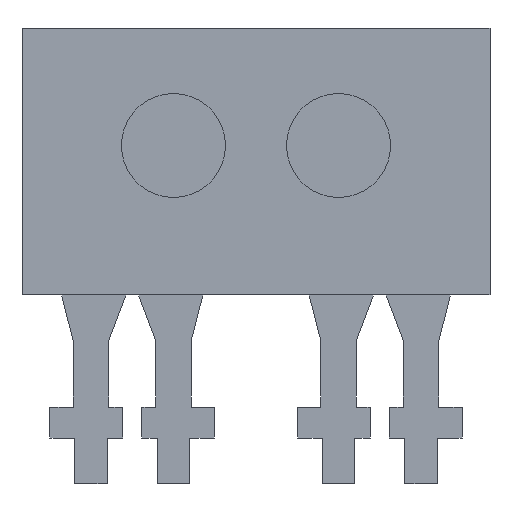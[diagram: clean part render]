
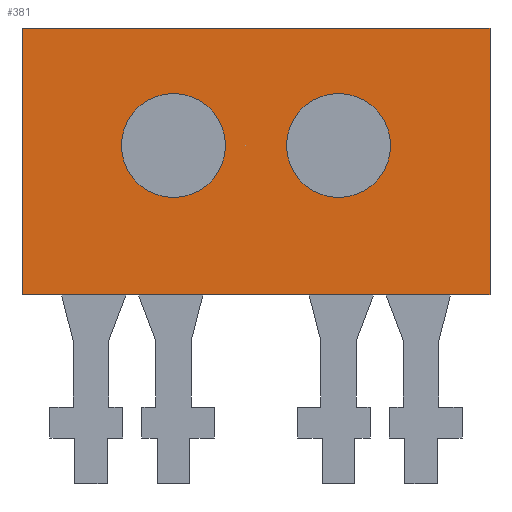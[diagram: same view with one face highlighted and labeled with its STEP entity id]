
A CAD part, front view. The second image highlights one B-rep face of the part: STEP entity #381.
In plain terms, the highlighted planar face has unit normal (0, -1, 0).
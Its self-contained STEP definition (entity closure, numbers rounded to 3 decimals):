
#74 = CIRCLE ( 'NONE', #76, 0.8 ) ;
#76 = AXIS2_PLACEMENT_3D ( 'NONE', #1311, #1306, #1299 ) ;
#117 = VECTOR ( 'NONE', #2371, 1000. ) ;
#119 = VECTOR ( 'NONE', #2275, 1000. ) ;
#182 = CIRCLE ( 'NONE', #190, 0.8 ) ;
#190 = AXIS2_PLACEMENT_3D ( 'NONE', #1533, #1532, #1531 ) ;
#204 = VECTOR ( 'NONE', #1459, 1000. ) ;
#205 = CIRCLE ( 'NONE', #207, 0.8 ) ;
#207 = AXIS2_PLACEMENT_3D ( 'NONE', #1469, #1468, #1467 ) ;
#228 = AXIS2_PLACEMENT_3D ( 'NONE', #1605, #1604, #1600 ) ;
#272 = VECTOR ( 'NONE', #1920, 1000. ) ;
#299 = CIRCLE ( 'NONE', #228, 0.8 ) ;
#381 = ADVANCED_FACE ( 'NONE', ( #664, #684, #661 ), #660, .F. ) ;
#436 = EDGE_CURVE ( 'NONE', #2741, #2745, #1818, .T. ) ;
#491 = EDGE_CURVE ( 'NONE', #2753, #2742, #182, .T. ) ;
#507 = EDGE_CURVE ( 'NONE', #2742, #2753, #205, .T. ) ;
#510 = EDGE_CURVE ( 'NONE', #2722, #2745, #1470, .T. ) ;
#530 = EDGE_CURVE ( 'NONE', #2737, #2732, #299, .T. ) ;
#543 = EDGE_CURVE ( 'NONE', #2732, #2737, #74, .T. ) ;
#585 = EDGE_CURVE ( 'NONE', #2726, #2741, #1289, .T. ) ;
#587 = EDGE_CURVE ( 'NONE', #2726, #2722, #2318, .T. ) ;
#647 = DIRECTION ( 'NONE',  ( -1., 0., 0. ) ) ;
#648 = DIRECTION ( 'NONE',  ( 0., 1., 0. ) ) ;
#649 = CARTESIAN_POINT ( 'NONE',  ( 3.6, -1.45, 4.1 ) ) ;
#660 = PLANE ( 'NONE',  #2132 ) ;
#661 = FACE_BOUND ( 'NONE', #2642, .T. ) ;
#664 = FACE_BOUND ( 'NONE', #2634, .T. ) ;
#684 = FACE_OUTER_BOUND ( 'NONE', #2632, .T. ) ;
#1289 = LINE ( 'NONE', #2388, #117 ) ;
#1299 = DIRECTION ( 'NONE',  ( -1., 0., 0. ) ) ;
#1306 = DIRECTION ( 'NONE',  ( 0., 1., 0. ) ) ;
#1311 = CARTESIAN_POINT ( 'NONE',  ( 1.27, -1.45, 2.3 ) ) ;
#1459 = DIRECTION ( 'NONE',  ( 0., 0., -1. ) ) ;
#1461 = CARTESIAN_POINT ( 'NONE',  ( 3.6, -1.45, 4.1 ) ) ;
#1467 = DIRECTION ( 'NONE',  ( -1., 0., 0. ) ) ;
#1468 = DIRECTION ( 'NONE',  ( 0., 1., 0. ) ) ;
#1469 = CARTESIAN_POINT ( 'NONE',  ( -1.27, -1.45, 2.3 ) ) ;
#1470 = LINE ( 'NONE', #1461, #204 ) ;
#1531 = DIRECTION ( 'NONE',  ( -1., 0., 0. ) ) ;
#1532 = DIRECTION ( 'NONE',  ( 0., 1., 0. ) ) ;
#1533 = CARTESIAN_POINT ( 'NONE',  ( -1.27, -1.45, 2.3 ) ) ;
#1600 = DIRECTION ( 'NONE',  ( -1., 0., 0. ) ) ;
#1604 = DIRECTION ( 'NONE',  ( 0., 1., 0. ) ) ;
#1605 = CARTESIAN_POINT ( 'NONE',  ( 1.27, -1.45, 2.3 ) ) ;
#1818 = LINE ( 'NONE', #1922, #272 ) ;
#1920 = DIRECTION ( 'NONE',  ( 1., 0., 0. ) ) ;
#1922 = CARTESIAN_POINT ( 'NONE',  ( 3.6, -1.45, 0. ) ) ;
#2132 = AXIS2_PLACEMENT_3D ( 'NONE', #649, #648, #647 ) ;
#2275 = DIRECTION ( 'NONE',  ( 1., 0., 0. ) ) ;
#2280 = CARTESIAN_POINT ( 'NONE',  ( 3.6, -1.45, 4.1 ) ) ;
#2318 = LINE ( 'NONE', #2280, #119 ) ;
#2326 = CARTESIAN_POINT ( 'NONE',  ( -1.27, -1.45, 1.5 ) ) ;
#2336 = CARTESIAN_POINT ( 'NONE',  ( 3.6, -1.45, 0. ) ) ;
#2339 = CARTESIAN_POINT ( 'NONE',  ( -3.6, -1.45, 0. ) ) ;
#2343 = CARTESIAN_POINT ( 'NONE',  ( 1.27, -1.45, 1.5 ) ) ;
#2346 = CARTESIAN_POINT ( 'NONE',  ( -1.27, -1.45, 3.1 ) ) ;
#2348 = CARTESIAN_POINT ( 'NONE',  ( 1.27, -1.45, 3.1 ) ) ;
#2354 = CARTESIAN_POINT ( 'NONE',  ( -3.6, -1.45, 4.1 ) ) ;
#2357 = CARTESIAN_POINT ( 'NONE',  ( 3.6, -1.45, 4.1 ) ) ;
#2371 = DIRECTION ( 'NONE',  ( 0., 0., -1. ) ) ;
#2388 = CARTESIAN_POINT ( 'NONE',  ( -3.6, -1.45, 4.1 ) ) ;
#2624 = ORIENTED_EDGE ( 'NONE', *, *, #587, .F. ) ;
#2632 = EDGE_LOOP ( 'NONE', ( #2660, #2897, #2624, #2659 ) ) ;
#2634 = EDGE_LOOP ( 'NONE', ( #2663, #2662 ) ) ;
#2642 = EDGE_LOOP ( 'NONE', ( #2658, #3062 ) ) ;
#2658 = ORIENTED_EDGE ( 'NONE', *, *, #530, .T. ) ;
#2659 = ORIENTED_EDGE ( 'NONE', *, *, #585, .T. ) ;
#2660 = ORIENTED_EDGE ( 'NONE', *, *, #436, .T. ) ;
#2662 = ORIENTED_EDGE ( 'NONE', *, *, #507, .T. ) ;
#2663 = ORIENTED_EDGE ( 'NONE', *, *, #491, .T. ) ;
#2722 = VERTEX_POINT ( 'NONE', #2357 ) ;
#2726 = VERTEX_POINT ( 'NONE', #2354 ) ;
#2732 = VERTEX_POINT ( 'NONE', #2348 ) ;
#2737 = VERTEX_POINT ( 'NONE', #2343 ) ;
#2741 = VERTEX_POINT ( 'NONE', #2339 ) ;
#2742 = VERTEX_POINT ( 'NONE', #2346 ) ;
#2745 = VERTEX_POINT ( 'NONE', #2336 ) ;
#2753 = VERTEX_POINT ( 'NONE', #2326 ) ;
#2897 = ORIENTED_EDGE ( 'NONE', *, *, #510, .F. ) ;
#3062 = ORIENTED_EDGE ( 'NONE', *, *, #543, .T. ) ;
